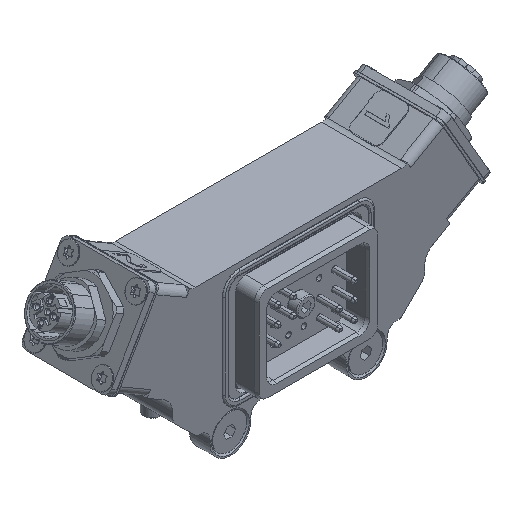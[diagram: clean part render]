
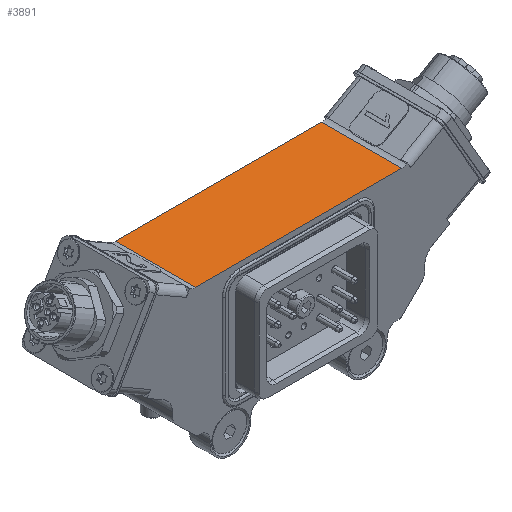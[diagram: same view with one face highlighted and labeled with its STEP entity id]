
A CAD part, isometric view. The second image highlights one B-rep face of the part: STEP entity #3891.
In plain terms, the highlighted planar face has unit normal (0, 0, 1).
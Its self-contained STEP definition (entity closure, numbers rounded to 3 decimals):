
#897 = EDGE_CURVE ( 'NONE', #10602, #15048, #13174, .T. ) ;
#3891 = ADVANCED_FACE ( 'NONE', ( #57938 ), #48021, .F. ) ;
#5487 = LINE ( 'NONE', #10286, #6048 ) ;
#6048 = VECTOR ( 'NONE', #46065, 1000. ) ;
#8606 = CARTESIAN_POINT ( 'NONE',  ( 30.304, 13., 38. ) ) ;
#10286 = CARTESIAN_POINT ( 'NONE',  ( -30.304, 11.5, 38. ) ) ;
#10602 = VERTEX_POINT ( 'NONE', #30292 ) ;
#11001 = ORIENTED_EDGE ( 'NONE', *, *, #11632, .F. ) ;
#11632 = EDGE_CURVE ( 'NONE', #42563, #23400, #5487, .T. ) ;
#13174 = LINE ( 'NONE', #35435, #45699 ) ;
#13458 = DIRECTION ( 'NONE',  ( 1., 0., 0. ) ) ;
#13778 = CARTESIAN_POINT ( 'NONE',  ( -30.304, 13., 38. ) ) ;
#15048 = VERTEX_POINT ( 'NONE', #23704 ) ;
#18362 = AXIS2_PLACEMENT_3D ( 'NONE', #43513, #26040, #57340 ) ;
#19434 = DIRECTION ( 'NONE',  ( 0., -1., 0. ) ) ;
#19935 = EDGE_CURVE ( 'NONE', #23400, #15048, #58803, .T. ) ;
#22054 = VECTOR ( 'NONE', #36248, 1000. ) ;
#23360 = LINE ( 'NONE', #13778, #26630 ) ;
#23400 = VERTEX_POINT ( 'NONE', #43425 ) ;
#23704 = CARTESIAN_POINT ( 'NONE',  ( 30.304, -12., 38. ) ) ;
#25381 = EDGE_CURVE ( 'NONE', #42563, #10602, #23360, .T. ) ;
#26040 = DIRECTION ( 'NONE',  ( 0., 0., -1. ) ) ;
#26630 = VECTOR ( 'NONE', #19434, 1000. ) ;
#30292 = CARTESIAN_POINT ( 'NONE',  ( -30.304, -12., 38. ) ) ;
#31815 = EDGE_LOOP ( 'NONE', ( #11001, #45158, #55180, #35053 ) ) ;
#34154 = CARTESIAN_POINT ( 'NONE',  ( -30.304, 11.5, 38. ) ) ;
#35053 = ORIENTED_EDGE ( 'NONE', *, *, #19935, .F. ) ;
#35435 = CARTESIAN_POINT ( 'NONE',  ( -30.304, -12., 38. ) ) ;
#36248 = DIRECTION ( 'NONE',  ( 0., -1., 0. ) ) ;
#42563 = VERTEX_POINT ( 'NONE', #34154 ) ;
#43425 = CARTESIAN_POINT ( 'NONE',  ( 30.304, 11.5, 38. ) ) ;
#43513 = CARTESIAN_POINT ( 'NONE',  ( -30.304, 13., 38. ) ) ;
#45158 = ORIENTED_EDGE ( 'NONE', *, *, #25381, .T. ) ;
#45699 = VECTOR ( 'NONE', #13458, 1000. ) ;
#46065 = DIRECTION ( 'NONE',  ( 1., 0., 0. ) ) ;
#48021 = PLANE ( 'NONE',  #18362 ) ;
#55180 = ORIENTED_EDGE ( 'NONE', *, *, #897, .T. ) ;
#57340 = DIRECTION ( 'NONE',  ( -1., 0., 0. ) ) ;
#57938 = FACE_OUTER_BOUND ( 'NONE', #31815, .T. ) ;
#58803 = LINE ( 'NONE', #8606, #22054 ) ;
